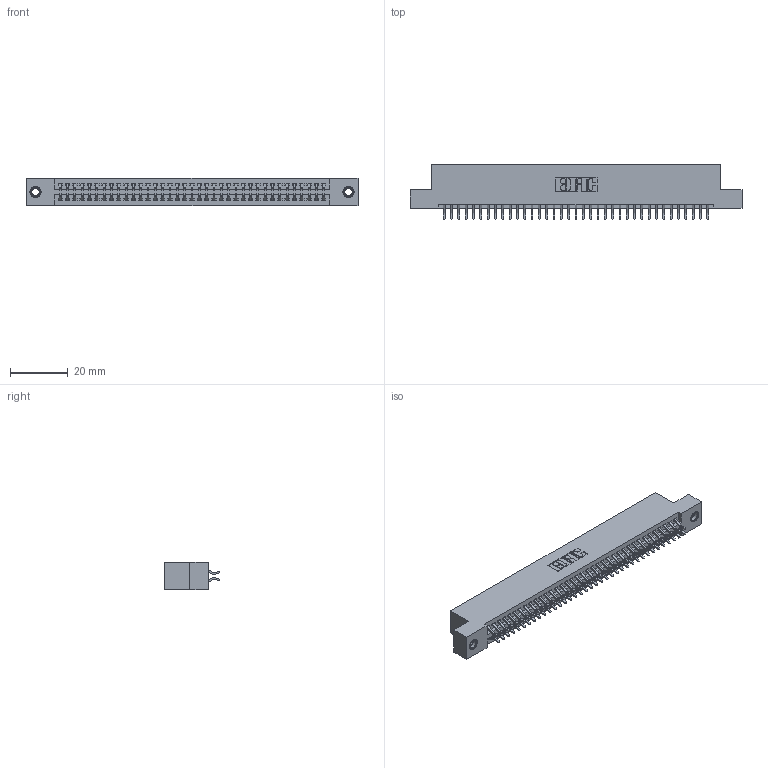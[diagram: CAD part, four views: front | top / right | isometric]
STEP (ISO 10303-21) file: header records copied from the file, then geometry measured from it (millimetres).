
FILE_DESCRIPTION (( 'STEP AP203' ), '1' );
FILE_NAME ('345-074-556-207.STEP', '2018-10-02T13:30:35', ( '' ), ( '' ), 'SwSTEP 2.0', 'SolidWorks 2016', '' );
FILE_SCHEMA (( 'CONFIG_CONTROL_DESIGN' ));
Length unit declared in the file: inch
Products named in the file (4): 345 Part_Flush Mounting Lugs - 0.156 Dia-TI; 345-250-001_345-250-005-103; 345-074-556-207; 345-292-001_556 Tail
Assembly tree (77 placements, depth 2):
  345-074-556-207
    345 Part_Flush Mounting Lugs - 0.156 Dia-TI
    345-292-001_556 Tail  x74
    345-250-001_345-250-005-103  x2
Bounding box: 115.19 x 19.24 x 9.4 mm (x, y, z)
Volume: 11126.7 mm3; surface area: 16313.4 mm2
Topology: 77 solids, 77 shells, 4330 faces, 12835 edges, 8450 vertices
Faces by surface type: plane 2850, cylinder 1464, cone 12, torus 4
Entity records: 31110 total; most frequent: CARTESIAN_POINT 5215, ORIENTED_EDGE 5130, DIRECTION 4619, EDGE_CURVE 2565, LINE 2257, VECTOR 2257, VERTEX_POINT 1704, AXIS2_PLACEMENT_3D 1181
